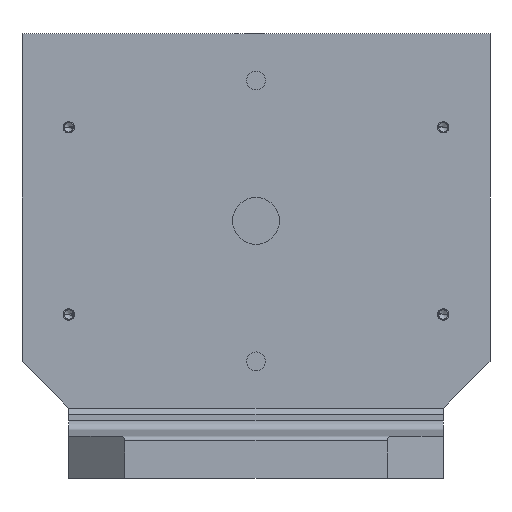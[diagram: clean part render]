
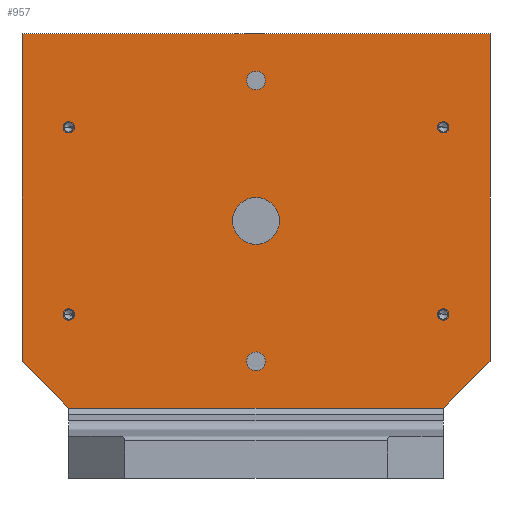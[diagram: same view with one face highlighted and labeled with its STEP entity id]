
A CAD part, front view. The second image highlights one B-rep face of the part: STEP entity #957.
In plain terms, the highlighted planar face has unit normal (0, -1, 0).
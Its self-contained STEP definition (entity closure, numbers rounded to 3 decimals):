
#649=EDGE_CURVE('',#787,#685,#1915,.T.);
#657=VERTEX_POINT('',#1923);
#685=VERTEX_POINT('',#1954);
#709=EDGE_CURVE('',#805,#743,#1978,.T.);
#743=VERTEX_POINT('',#2014);
#783=EDGE_CURVE('',#743,#805,#2059,.T.);
#787=VERTEX_POINT('',#2063);
#805=VERTEX_POINT('',#2082);
#863=EDGE_CURVE('',#889,#935,#2154,.T.);
#887=EDGE_CURVE('',#657,#943,#2180,.T.);
#889=VERTEX_POINT('',#2182);
#923=EDGE_CURVE('',#1135,#1661,#2223,.T.);
#935=VERTEX_POINT('',#2236);
#943=VERTEX_POINT('',#2247);
#947=EDGE_CURVE('',#1823,#1789,#2251,.T.);
#957=ADVANCED_FACE('',(#2261,#2262,#2263,#2264,#2265,#2266,#2267,#2268),#2269,.T.);
#997=EDGE_CURVE('',#1661,#1143,#2315,.T.);
#1031=EDGE_CURVE('',#1535,#1497,#2350,.T.);
#1135=VERTEX_POINT('',#2465);
#1143=VERTEX_POINT('',#2474);
#1167=EDGE_CURVE('',#1197,#1233,#2501,.T.);
#1197=VERTEX_POINT('',#2535);
#1233=VERTEX_POINT('',#2576);
#1257=EDGE_CURVE('',#943,#657,#2603,.T.);
#1293=VERTEX_POINT('',#2641);
#1297=EDGE_CURVE('',#1469,#1293,#2645,.T.);
#1365=EDGE_CURVE('',#685,#787,#2726,.T.);
#1367=EDGE_CURVE('',#1233,#1197,#2728,.T.);
#1443=EDGE_CURVE('',#935,#889,#2813,.T.);
#1467=EDGE_CURVE('',#1293,#1135,#2841,.T.);
#1469=VERTEX_POINT('',#2843);
#1471=EDGE_CURVE('',#1497,#1535,#2845,.T.);
#1497=VERTEX_POINT('',#2874);
#1535=VERTEX_POINT('',#2919);
#1537=EDGE_CURVE('',#1737,#1469,#2921,.T.);
#1661=VERTEX_POINT('',#3068);
#1697=EDGE_CURVE('',#1143,#1737,#3107,.T.);
#1737=VERTEX_POINT('',#3150);
#1767=EDGE_CURVE('',#1789,#1823,#3185,.T.);
#1789=VERTEX_POINT('',#3209);
#1823=VERTEX_POINT('',#3249);
#1915=CIRCLE('',#3339,10.0);
#1923=CARTESIAN_POINT('',(-25.,-40.0,275.0));
#1954=CARTESIAN_POINT('',(10.,-40.,425.0));
#1978=CIRCLE('',#3426,10.0);
#2014=CARTESIAN_POINT('',(10.0,-40.,125.0));
#2059=CIRCLE('',#3532,10.0);
#2063=CARTESIAN_POINT('',(-10.,-40.0,425.0));
#2082=CARTESIAN_POINT('',(-10.0,-40.0,125.0));
#2154=CIRCLE('',#3658,5.053);
#2180=CIRCLE('',#3690,25.0);
#2182=CARTESIAN_POINT('',(194.947,-40.,175.0));
#2223=LINE('',#3748,#3749);
#2236=CARTESIAN_POINT('',(205.053,-40.0,175.0));
#2247=CARTESIAN_POINT('',(25.,-40.,275.0));
#2251=CIRCLE('',#3783,5.053);
#2261=FACE_BOUND('',#3796,.T.);
#2262=FACE_BOUND('',#3797,.T.);
#2263=FACE_BOUND('',#3798,.T.);
#2264=FACE_BOUND('',#3799,.T.);
#2265=FACE_BOUND('',#3800,.T.);
#2266=FACE_BOUND('',#3801,.T.);
#2267=FACE_BOUND('',#3802,.T.);
#2268=FACE_OUTER_BOUND('',#3803,.T.);
#2269=PLANE('',#3804);
#2315=LINE('',#3865,#3866);
#2350=CIRCLE('',#3914,5.053);
#2465=CARTESIAN_POINT('',(200.0,-40.,75.0));
#2474=CARTESIAN_POINT('',(-250.0,-40.,125.0));
#2501=CIRCLE('',#4121,5.053);
#2535=CARTESIAN_POINT('',(-205.053,-40.,175.0));
#2576=CARTESIAN_POINT('',(-194.947,-40.,175.0));
#2603=CIRCLE('',#4255,25.0);
#2641=CARTESIAN_POINT('',(250.0,-40.,125.0));
#2645=LINE('',#4314,#4315);
#2726=CIRCLE('',#4423,10.0);
#2728=CIRCLE('',#4426,5.053);
#2813=CIRCLE('',#4533,5.053);
#2841=LINE('',#4572,#4573);
#2843=CARTESIAN_POINT('',(250.0,-40.,475.0));
#2845=CIRCLE('',#4578,5.053);
#2874=CARTESIAN_POINT('',(-205.053,-40.,375.0));
#2919=CARTESIAN_POINT('',(-194.947,-40.,375.0));
#2921=LINE('',#4670,#4671);
#3068=CARTESIAN_POINT('',(-200.0,-40.,75.0));
#3107=LINE('',#4909,#4910);
#3150=CARTESIAN_POINT('',(-250.0,-40.,475.0));
#3185=CIRCLE('',#5013,5.053);
#3209=CARTESIAN_POINT('',(194.947,-40.,375.0));
#3249=CARTESIAN_POINT('',(205.053,-40.,375.0));
#3339=AXIS2_PLACEMENT_3D('',#5216,#5217,#5218);
#3426=AXIS2_PLACEMENT_3D('',#5272,#5273,#5274);
#3532=AXIS2_PLACEMENT_3D('',#5380,#5381,#5382);
#3658=AXIS2_PLACEMENT_3D('',#5487,#5488,#5489);
#3690=AXIS2_PLACEMENT_3D('',#5510,#5511,#5512);
#3748=CARTESIAN_POINT('',(200.0,-40.,75.0));
#3749=VECTOR('',#5571,1.0);
#3783=AXIS2_PLACEMENT_3D('',#5610,#5611,#5612);
#3796=EDGE_LOOP('',(#5618,#5619));
#3797=EDGE_LOOP('',(#5620,#5621));
#3798=EDGE_LOOP('',(#5622,#5623));
#3799=EDGE_LOOP('',(#5624,#5625));
#3800=EDGE_LOOP('',(#5626,#5627));
#3801=EDGE_LOOP('',(#5628,#5629));
#3802=EDGE_LOOP('',(#5630,#5631));
#3803=EDGE_LOOP('',(#5632,#5633,#5634,#5635,#5636,#5637));
#3804=AXIS2_PLACEMENT_3D('',#5638,#5639,#5640);
#3865=CARTESIAN_POINT('',(-250.0,-40.,125.0));
#3866=VECTOR('',#5695,1.0);
#3914=AXIS2_PLACEMENT_3D('',#5718,#5719,#5720);
#4121=AXIS2_PLACEMENT_3D('',#5870,#5871,#5872);
#4255=AXIS2_PLACEMENT_3D('',#6005,#6006,#6007);
#4314=CARTESIAN_POINT('',(250.0,-40.,125.0));
#4315=VECTOR('',#6037,1.0);
#4423=AXIS2_PLACEMENT_3D('',#6136,#6137,#6138);
#4426=AXIS2_PLACEMENT_3D('',#6139,#6140,#6141);
#4533=AXIS2_PLACEMENT_3D('',#6237,#6238,#6239);
#4572=CARTESIAN_POINT('',(200.0,-40.,75.0));
#4573=VECTOR('',#6282,1.0);
#4578=AXIS2_PLACEMENT_3D('',#6283,#6284,#6285);
#4670=CARTESIAN_POINT('',(250.0,-40.,475.0));
#4671=VECTOR('',#6397,1.0);
#4909=CARTESIAN_POINT('',(-250.0,-40.,475.0));
#4910=VECTOR('',#6666,1.0);
#5013=AXIS2_PLACEMENT_3D('',#6762,#6763,#6764);
#5216=CARTESIAN_POINT('',(0.,-40.,425.0));
#5217=DIRECTION('',(0.0,1.0,0.0));
#5218=DIRECTION('',(-1.0,0.0,0.0));
#5272=CARTESIAN_POINT('',(0.0,-40.,125.0));
#5273=DIRECTION('',(0.0,1.0,0.0));
#5274=DIRECTION('',(-1.0,0.0,0.0));
#5380=CARTESIAN_POINT('',(0.0,-40.,125.0));
#5381=DIRECTION('',(0.0,1.0,0.0));
#5382=DIRECTION('',(-1.0,0.0,0.0));
#5487=CARTESIAN_POINT('',(200.0,-40.,175.0));
#5488=DIRECTION('',(0.0,1.0,0.0));
#5489=DIRECTION('',(1.0,0.0,0.));
#5510=CARTESIAN_POINT('',(0.,-40.,275.0));
#5511=DIRECTION('',(0.0,1.0,0.0));
#5512=DIRECTION('',(-1.0,0.0,0.0));
#5571=DIRECTION('',(-1.0,0.0,0.0));
#5610=CARTESIAN_POINT('',(200.0,-40.,375.0));
#5611=DIRECTION('',(0.0,1.0,0.0));
#5612=DIRECTION('',(1.0,0.0,0.));
#5618=ORIENTED_EDGE('',*,*,#649,.T.);
#5619=ORIENTED_EDGE('',*,*,#1365,.T.);
#5620=ORIENTED_EDGE('',*,*,#887,.T.);
#5621=ORIENTED_EDGE('',*,*,#1257,.T.);
#5622=ORIENTED_EDGE('',*,*,#709,.T.);
#5623=ORIENTED_EDGE('',*,*,#783,.T.);
#5624=ORIENTED_EDGE('',*,*,#1443,.T.);
#5625=ORIENTED_EDGE('',*,*,#863,.T.);
#5626=ORIENTED_EDGE('',*,*,#1367,.T.);
#5627=ORIENTED_EDGE('',*,*,#1167,.T.);
#5628=ORIENTED_EDGE('',*,*,#1031,.T.);
#5629=ORIENTED_EDGE('',*,*,#1471,.T.);
#5630=ORIENTED_EDGE('',*,*,#947,.T.);
#5631=ORIENTED_EDGE('',*,*,#1767,.T.);
#5632=ORIENTED_EDGE('',*,*,#997,.F.);
#5633=ORIENTED_EDGE('',*,*,#923,.F.);
#5634=ORIENTED_EDGE('',*,*,#1467,.F.);
#5635=ORIENTED_EDGE('',*,*,#1297,.F.);
#5636=ORIENTED_EDGE('',*,*,#1537,.F.);
#5637=ORIENTED_EDGE('',*,*,#1697,.F.);
#5638=CARTESIAN_POINT('',(0.,-40.,282.322));
#5639=DIRECTION('',(0.0,-1.0,0.0));
#5640=DIRECTION('',(1.0,0.0,0.0));
#5695=DIRECTION('',(-0.707,0.0,0.707));
#5718=CARTESIAN_POINT('',(-200.0,-40.,375.0));
#5719=DIRECTION('',(0.0,1.0,0.0));
#5720=DIRECTION('',(1.0,0.0,0.));
#5870=CARTESIAN_POINT('',(-200.0,-40.,175.0));
#5871=DIRECTION('',(0.0,1.0,0.0));
#5872=DIRECTION('',(1.0,0.0,0.));
#6005=CARTESIAN_POINT('',(0.,-40.,275.0));
#6006=DIRECTION('',(0.0,1.0,0.0));
#6007=DIRECTION('',(-1.0,0.0,0.0));
#6037=DIRECTION('',(0.0,0.0,-1.0));
#6136=CARTESIAN_POINT('',(0.,-40.,425.0));
#6137=DIRECTION('',(0.0,1.0,0.0));
#6138=DIRECTION('',(-1.0,0.0,0.0));
#6139=CARTESIAN_POINT('',(-200.0,-40.,175.0));
#6140=DIRECTION('',(0.0,1.0,0.0));
#6141=DIRECTION('',(1.0,0.0,0.));
#6237=CARTESIAN_POINT('',(200.0,-40.,175.0));
#6238=DIRECTION('',(0.0,1.0,0.0));
#6239=DIRECTION('',(1.0,0.0,0.));
#6282=DIRECTION('',(-0.707,0.0,-0.707));
#6283=CARTESIAN_POINT('',(-200.0,-40.,375.0));
#6284=DIRECTION('',(0.0,1.0,0.0));
#6285=DIRECTION('',(1.0,0.0,0.));
#6397=DIRECTION('',(1.0,0.0,0.0));
#6666=DIRECTION('',(0.0,0.0,1.0));
#6762=CARTESIAN_POINT('',(200.0,-40.,375.0));
#6763=DIRECTION('',(0.0,1.0,0.0));
#6764=DIRECTION('',(1.0,0.0,0.));
